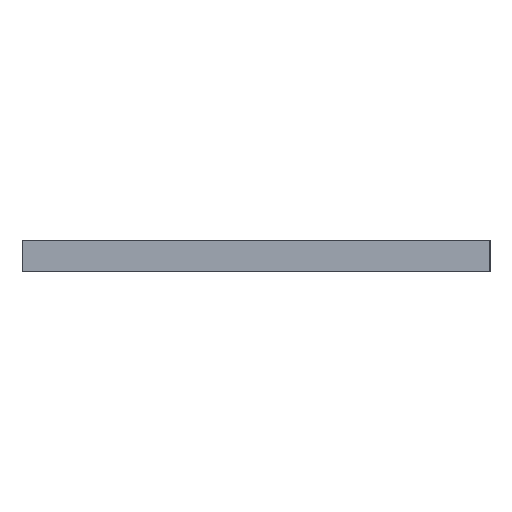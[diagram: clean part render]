
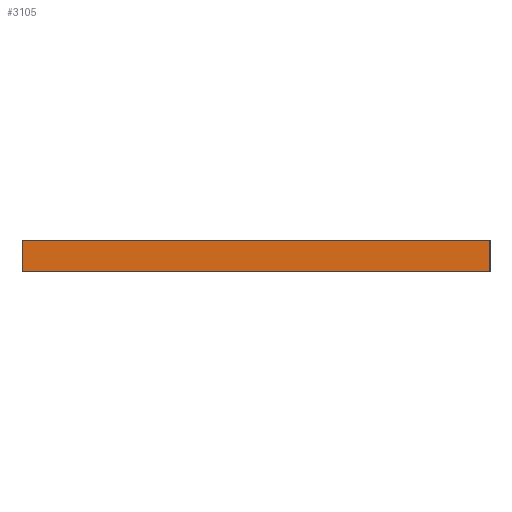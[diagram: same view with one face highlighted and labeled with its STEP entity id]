
A CAD part, left-side view. The second image highlights one B-rep face of the part: STEP entity #3105.
In plain terms, the highlighted planar face has unit normal (-1, 0, 0).
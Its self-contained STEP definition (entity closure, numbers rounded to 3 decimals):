
#165 = CARTESIAN_POINT ( 'NONE',  ( -87.228, -65.968, 8. ) ) ;
#195 = ORIENTED_EDGE ( 'NONE', *, *, #1182, .F. ) ;
#281 = DIRECTION ( 'NONE',  ( 0., -1., 0. ) ) ;
#299 = DIRECTION ( 'NONE',  ( 0., 0., -1. ) ) ;
#440 = VECTOR ( 'NONE', #299, 1000. ) ;
#626 = PLANE ( 'NONE',  #2070 ) ;
#909 = ORIENTED_EDGE ( 'NONE', *, *, #3296, .F. ) ;
#1001 = CARTESIAN_POINT ( 'NONE',  ( -87.228, 54.032, 8. ) ) ;
#1040 = CARTESIAN_POINT ( 'NONE',  ( -87.228, 54.032, 8. ) ) ;
#1182 = EDGE_CURVE ( 'NONE', #2807, #1334, #2255, .T. ) ;
#1291 = VECTOR ( 'NONE', #1575, 1000. ) ;
#1334 = VERTEX_POINT ( 'NONE', #2175 ) ;
#1383 = LINE ( 'NONE', #3094, #2360 ) ;
#1398 = CARTESIAN_POINT ( 'NONE',  ( -87.228, -65.968, 0. ) ) ;
#1449 = EDGE_LOOP ( 'NONE', ( #1918, #909, #195, #3231 ) ) ;
#1535 = EDGE_CURVE ( 'NONE', #2807, #1801, #3302, .T. ) ;
#1575 = DIRECTION ( 'NONE',  ( 0., 0., -1. ) ) ;
#1737 = CARTESIAN_POINT ( 'NONE',  ( -87.228, 54.032, 8. ) ) ;
#1801 = VERTEX_POINT ( 'NONE', #3361 ) ;
#1918 = ORIENTED_EDGE ( 'NONE', *, *, #2896, .T. ) ;
#2011 = CARTESIAN_POINT ( 'NONE',  ( -87.228, 54.032, 8. ) ) ;
#2070 = AXIS2_PLACEMENT_3D ( 'NONE', #2011, #2867, #3127 ) ;
#2175 = CARTESIAN_POINT ( 'NONE',  ( -87.228, -65.968, 8. ) ) ;
#2255 = LINE ( 'NONE', #1001, #3355 ) ;
#2360 = VECTOR ( 'NONE', #281, 1000. ) ;
#2615 = FACE_OUTER_BOUND ( 'NONE', #1449, .T. ) ;
#2807 = VERTEX_POINT ( 'NONE', #1040 ) ;
#2867 = DIRECTION ( 'NONE',  ( 1., 0., 0. ) ) ;
#2896 = EDGE_CURVE ( 'NONE', #1801, #2967, #1383, .T. ) ;
#2957 = LINE ( 'NONE', #165, #1291 ) ;
#2967 = VERTEX_POINT ( 'NONE', #1398 ) ;
#3094 = CARTESIAN_POINT ( 'NONE',  ( -87.228, 54.032, 0. ) ) ;
#3105 = ADVANCED_FACE ( 'NONE', ( #2615 ), #626, .F. ) ;
#3127 = DIRECTION ( 'NONE',  ( 0., 1., 0. ) ) ;
#3231 = ORIENTED_EDGE ( 'NONE', *, *, #1535, .T. ) ;
#3296 = EDGE_CURVE ( 'NONE', #1334, #2967, #2957, .T. ) ;
#3302 = LINE ( 'NONE', #1737, #440 ) ;
#3355 = VECTOR ( 'NONE', #3511, 1000. ) ;
#3361 = CARTESIAN_POINT ( 'NONE',  ( -87.228, 54.032, 0. ) ) ;
#3511 = DIRECTION ( 'NONE',  ( 0., -1., 0. ) ) ;
